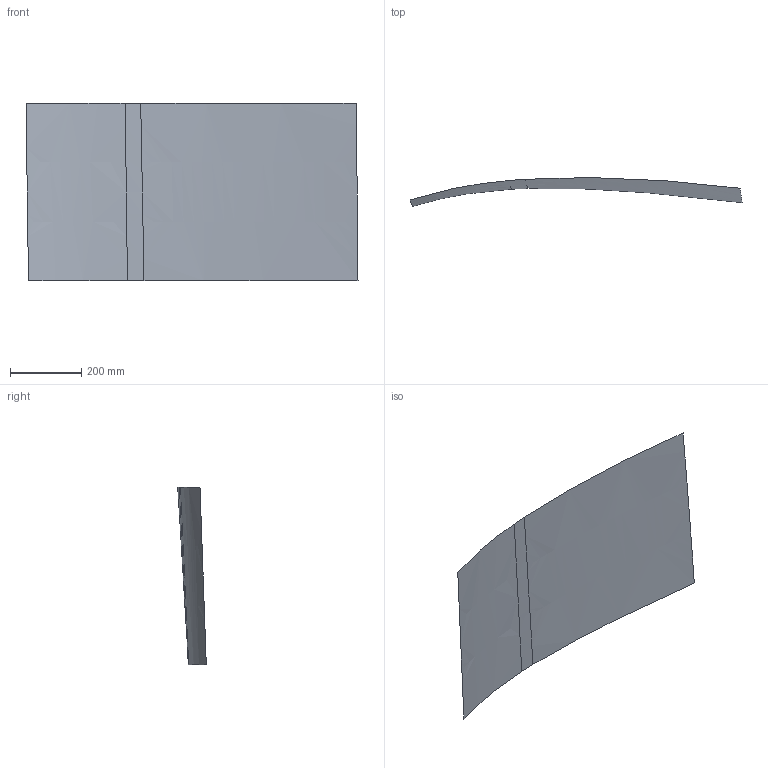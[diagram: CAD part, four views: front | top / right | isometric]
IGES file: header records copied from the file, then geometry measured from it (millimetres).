
Start section: SolidWorks IGES file using analytic representation for surfaces
Global section: file name: PS_Top.IGS; native system: SolidWorks 2018; preprocessor: SolidWorks 2018; author: aco; date: 190802.102445; units: millimetre
Bounding box: 934.1 x 80.28 x 500 mm (x, y, z)
Surface area: 468485 mm2 (no closed solid volume)
Topology: 0 solids, 0 shells, 3 faces, 64 edges, 74 vertices
Faces by surface type: bspline 3
